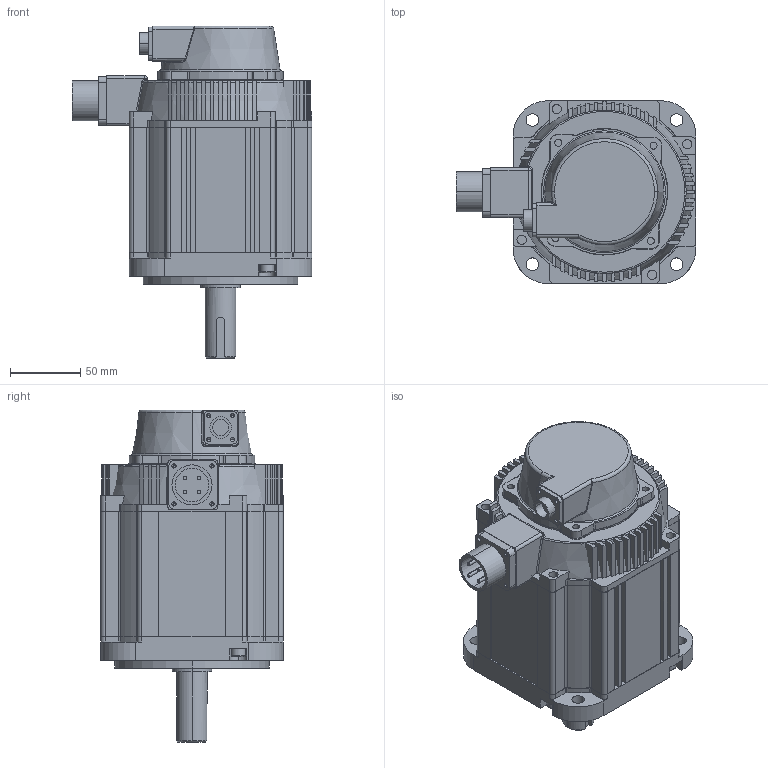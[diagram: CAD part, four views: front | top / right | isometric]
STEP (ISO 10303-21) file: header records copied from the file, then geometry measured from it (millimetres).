
FILE_DESCRIPTION (( 'STEP AP214' ), '1' );
FILE_NAME ('130BST-M11515祥湍惕掅L178.STP.STEP', '2021-12-22T02:28:51', ( '' ), ( '' ), 'SwSTEP 2.0', 'SolidWorks 2020', '' );
FILE_SCHEMA (( 'AUTOMOTIVE_DESIGN' ));
Length unit declared in the file: millimetre
Products named in the file (6): 130BST綴裔; 130BSTヶ傷裔堤粣; 130BST儂旯89; 130BST綴傷裔02; hexagon socket head cap screws gb_ M6; 130BST-M11515祥湍惕掅L178.STP
Assembly tree (8 placements, depth 2):
  130BST-M11515祥湍惕掅L178.STP
    130BST儂旯89
    130BSTヶ傷裔堤粣
    130BST綴裔
    130BST綴傷裔02
    hexagon socket head cap screws gb_ M6  x4
Bounding box: 170.5 x 130 x 236 mm (x, y, z)
Volume: 2243993.1 mm3; surface area: 229535.4 mm2
Topology: 44 solids, 44 shells, 798 faces, 1955 edges, 1256 vertices
Faces by surface type: plane 387, cylinder 332, cone 44, torus 19, bspline 14, sphere 2
Entity records: 22573 total; most frequent: CARTESIAN_POINT 4553, DIRECTION 3715, ORIENTED_EDGE 3524, EDGE_CURVE 1762, AXIS2_PLACEMENT_3D 1349, VERTEX_POINT 1157, LINE 1017, VECTOR 1017
